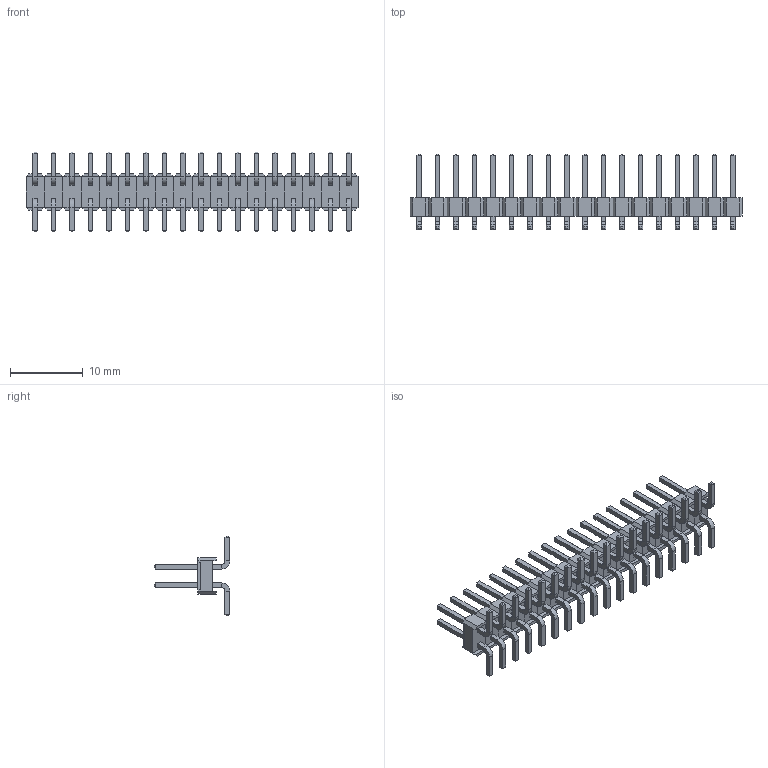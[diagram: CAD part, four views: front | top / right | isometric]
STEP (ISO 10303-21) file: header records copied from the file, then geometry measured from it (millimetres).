
FILE_DESCRIPTION (( 'STEP AP214' ), '1' );
FILE_NAME ('PLD_36SMD.STEP', '2019-07-03T12:45:40', ( '' ), ( '' ), 'SwSTEP 2.0', 'SolidWorks 2018', '' );
FILE_SCHEMA (( 'AUTOMOTIVE_DESIGN' ));
Length unit declared in the file: millimetre
Products named in the file (1): PLD_36SMD
Bounding box: 45.72 x 10.36 x 11 mm (x, y, z)
Volume: 627.1 mm3; surface area: 2137.1 mm2
Topology: 18 solids, 18 shells, 1332 faces, 3024 edges, 1800 vertices
Faces by surface type: plane 1260, cylinder 72
Entity records: 50627 total; most frequent: CARTESIAN_POINT 6157, ORIENTED_EDGE 6048, DIRECTION 5834, EDGE_CURVE 3024, VECTOR 2880, LINE 2880, VERTEX_POINT 1800, AXIS2_PLACEMENT_3D 1477
